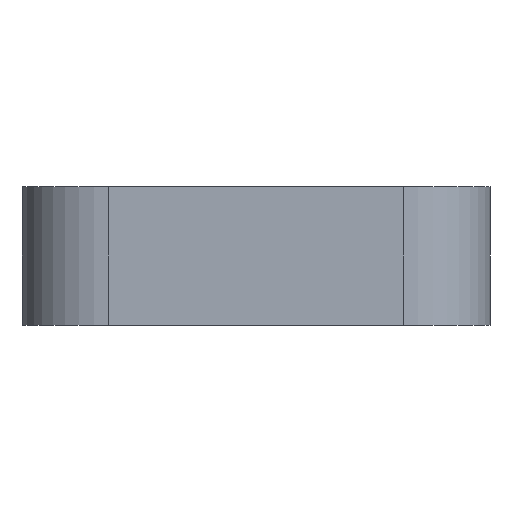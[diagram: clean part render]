
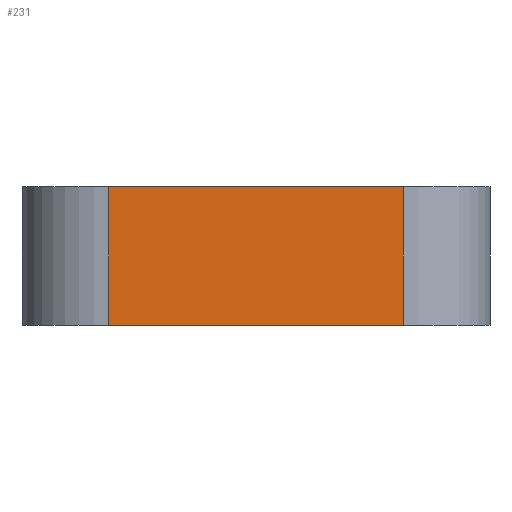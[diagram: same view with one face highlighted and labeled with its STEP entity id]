
A CAD part, front view. The second image highlights one B-rep face of the part: STEP entity #231.
In plain terms, the highlighted planar face has unit normal (0, -1, 0).
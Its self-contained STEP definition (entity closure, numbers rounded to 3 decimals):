
#66 = VERTEX_POINT('',#67);
#67 = CARTESIAN_POINT('',(-8.501,-68.5,0.));
#74 = EDGE_CURVE('',#66,#75,#77,.T.);
#75 = VERTEX_POINT('',#76);
#76 = CARTESIAN_POINT('',(8.501,-68.5,0.));
#77 = LINE('',#78,#79);
#78 = CARTESIAN_POINT('',(-13.5,-68.5,0.));
#79 = VECTOR('',#80,1.);
#80 = DIRECTION('',(1.,0.,-0.));
#187 = VERTEX_POINT('',#188);
#188 = CARTESIAN_POINT('',(8.501,-68.5,-8.));
#197 = EDGE_CURVE('',#187,#75,#198,.T.);
#198 = LINE('',#199,#200);
#199 = CARTESIAN_POINT('',(8.501,-68.5,-8.));
#200 = VECTOR('',#201,1.);
#201 = DIRECTION('',(0.,0.,1.));
#231 = ADVANCED_FACE('',(#232),#250,.F.);
#232 = FACE_BOUND('',#233,.F.);
#233 = EDGE_LOOP('',(#234,#242,#248,#249));
#234 = ORIENTED_EDGE('',*,*,#235,.F.);
#235 = EDGE_CURVE('',#236,#187,#238,.T.);
#236 = VERTEX_POINT('',#237);
#237 = CARTESIAN_POINT('',(-8.501,-68.5,-8.));
#238 = LINE('',#239,#240);
#239 = CARTESIAN_POINT('',(-13.5,-68.5,-8.));
#240 = VECTOR('',#241,1.);
#241 = DIRECTION('',(1.,0.,-0.));
#242 = ORIENTED_EDGE('',*,*,#243,.T.);
#243 = EDGE_CURVE('',#236,#66,#244,.T.);
#244 = LINE('',#245,#246);
#245 = CARTESIAN_POINT('',(-8.501,-68.5,-8.));
#246 = VECTOR('',#247,1.);
#247 = DIRECTION('',(0.,0.,1.));
#248 = ORIENTED_EDGE('',*,*,#74,.T.);
#249 = ORIENTED_EDGE('',*,*,#197,.F.);
#250 = PLANE('',#251);
#251 = AXIS2_PLACEMENT_3D('',#252,#253,#254);
#252 = CARTESIAN_POINT('',(-13.5,-68.5,-8.));
#253 = DIRECTION('',(-0.,1.,0.));
#254 = DIRECTION('',(0.,0.,1.));
